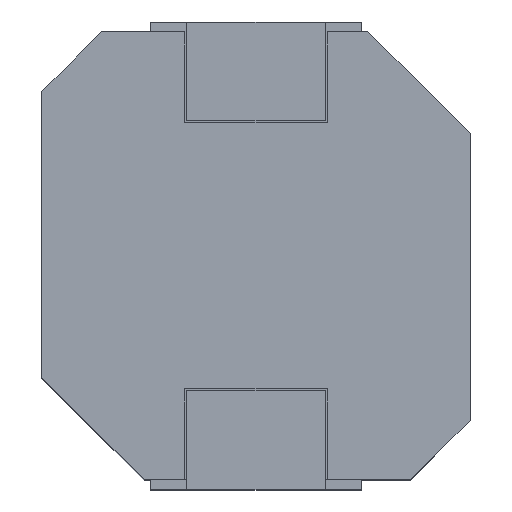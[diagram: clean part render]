
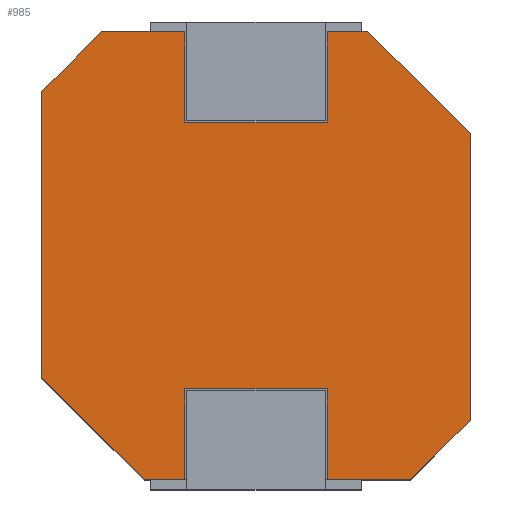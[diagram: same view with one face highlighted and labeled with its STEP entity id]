
A CAD part, top view. The second image highlights one B-rep face of the part: STEP entity #985.
In plain terms, the highlighted planar face has unit normal (0, 0, 1).
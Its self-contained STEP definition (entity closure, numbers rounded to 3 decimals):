
#43=FACE_OUTER_BOUND('',#93,.T.);
#93=EDGE_LOOP('',(#665,#666,#667,#668,#669,#670,#671,#672,#673,#674,#675,
#676,#677,#678,#679,#680));
#142=LINE('',#1345,#282);
#152=LINE('',#1365,#292);
#153=LINE('',#1368,#293);
#154=LINE('',#1370,#294);
#155=LINE('',#1371,#295);
#156=LINE('',#1373,#296);
#157=LINE('',#1375,#297);
#158=LINE('',#1377,#298);
#159=LINE('',#1379,#299);
#160=LINE('',#1381,#300);
#161=LINE('',#1383,#301);
#162=LINE('',#1385,#302);
#163=LINE('',#1387,#303);
#164=LINE('',#1389,#304);
#165=LINE('',#1391,#305);
#166=LINE('',#1392,#306);
#282=VECTOR('',#1102,1000.);
#292=VECTOR('',#1114,1000.);
#293=VECTOR('',#1117,1000.);
#294=VECTOR('',#1118,1000.);
#295=VECTOR('',#1119,1000.);
#296=VECTOR('',#1120,1000.);
#297=VECTOR('',#1121,1000.);
#298=VECTOR('',#1122,1000.);
#299=VECTOR('',#1123,1000.);
#300=VECTOR('',#1124,1000.);
#301=VECTOR('',#1125,1000.);
#302=VECTOR('',#1126,1000.);
#303=VECTOR('',#1127,1000.);
#304=VECTOR('',#1128,1000.);
#305=VECTOR('',#1129,1000.);
#306=VECTOR('',#1130,1000.);
#422=VERTEX_POINT('',#1342);
#423=VERTEX_POINT('',#1344);
#428=VERTEX_POINT('',#1355);
#432=VERTEX_POINT('',#1363);
#433=VERTEX_POINT('',#1367);
#434=VERTEX_POINT('',#1369);
#435=VERTEX_POINT('',#1372);
#436=VERTEX_POINT('',#1374);
#437=VERTEX_POINT('',#1376);
#438=VERTEX_POINT('',#1378);
#439=VERTEX_POINT('',#1380);
#440=VERTEX_POINT('',#1382);
#441=VERTEX_POINT('',#1384);
#442=VERTEX_POINT('',#1386);
#443=VERTEX_POINT('',#1388);
#444=VERTEX_POINT('',#1390);
#514=EDGE_CURVE('',#423,#422,#142,.T.);
#524=EDGE_CURVE('',#428,#432,#152,.T.);
#525=EDGE_CURVE('',#422,#433,#153,.T.);
#526=EDGE_CURVE('',#433,#434,#154,.T.);
#527=EDGE_CURVE('',#434,#428,#155,.T.);
#528=EDGE_CURVE('',#432,#435,#156,.T.);
#529=EDGE_CURVE('',#435,#436,#157,.T.);
#530=EDGE_CURVE('',#436,#437,#158,.T.);
#531=EDGE_CURVE('',#437,#438,#159,.T.);
#532=EDGE_CURVE('',#439,#438,#160,.T.);
#533=EDGE_CURVE('',#440,#439,#161,.T.);
#534=EDGE_CURVE('',#441,#440,#162,.T.);
#535=EDGE_CURVE('',#441,#442,#163,.T.);
#536=EDGE_CURVE('',#442,#443,#164,.T.);
#537=EDGE_CURVE('',#443,#444,#165,.T.);
#538=EDGE_CURVE('',#444,#423,#166,.T.);
#665=ORIENTED_EDGE('',*,*,#525,.T.);
#666=ORIENTED_EDGE('',*,*,#526,.T.);
#667=ORIENTED_EDGE('',*,*,#527,.T.);
#668=ORIENTED_EDGE('',*,*,#524,.T.);
#669=ORIENTED_EDGE('',*,*,#528,.T.);
#670=ORIENTED_EDGE('',*,*,#529,.T.);
#671=ORIENTED_EDGE('',*,*,#530,.T.);
#672=ORIENTED_EDGE('',*,*,#531,.T.);
#673=ORIENTED_EDGE('',*,*,#532,.F.);
#674=ORIENTED_EDGE('',*,*,#533,.F.);
#675=ORIENTED_EDGE('',*,*,#534,.F.);
#676=ORIENTED_EDGE('',*,*,#535,.T.);
#677=ORIENTED_EDGE('',*,*,#536,.T.);
#678=ORIENTED_EDGE('',*,*,#537,.T.);
#679=ORIENTED_EDGE('',*,*,#538,.T.);
#680=ORIENTED_EDGE('',*,*,#514,.T.);
#935=PLANE('',#1049);
#985=ADVANCED_FACE('',(#43),#935,.F.);
#1049=AXIS2_PLACEMENT_3D('',#1366,#1115,#1116);
#1102=DIRECTION('',(-1.,0.,0.));
#1114=DIRECTION('',(-1.,0.,0.));
#1115=DIRECTION('center_axis',(0.,0.,-1.));
#1116=DIRECTION('ref_axis',(0.,1.,0.));
#1117=DIRECTION('',(0.,-1.,0.));
#1118=DIRECTION('',(-1.,0.,0.));
#1119=DIRECTION('',(0.,1.,0.));
#1120=DIRECTION('',(-0.707,-0.707,0.));
#1121=DIRECTION('',(0.,-1.,0.));
#1122=DIRECTION('',(0.707,-0.707,0.));
#1123=DIRECTION('',(1.,0.,0.));
#1124=DIRECTION('',(0.,-1.,0.));
#1125=DIRECTION('',(-1.,0.,0.));
#1126=DIRECTION('',(0.,1.,0.));
#1127=DIRECTION('',(1.,0.,0.));
#1128=DIRECTION('',(0.707,0.707,0.));
#1129=DIRECTION('',(0.,1.,0.));
#1130=DIRECTION('',(-0.707,0.707,0.));
#1342=CARTESIAN_POINT('',(1.08,3.25,3.15));
#1344=CARTESIAN_POINT('',(1.7,3.25,3.15));
#1345=CARTESIAN_POINT('',(-3.25,3.25,3.15));
#1355=CARTESIAN_POINT('',(-1.08,3.25,3.15));
#1363=CARTESIAN_POINT('',(-2.35,3.25,3.15));
#1365=CARTESIAN_POINT('',(-3.25,3.25,3.15));
#1366=CARTESIAN_POINT('Origin',(0.,-0.15,3.15));
#1367=CARTESIAN_POINT('',(1.08,1.87,3.15));
#1368=CARTESIAN_POINT('',(1.08,3.25,3.15));
#1369=CARTESIAN_POINT('',(-1.08,1.87,3.15));
#1370=CARTESIAN_POINT('',(1.08,1.87,3.15));
#1371=CARTESIAN_POINT('',(-1.08,3.25,3.15));
#1372=CARTESIAN_POINT('',(-3.25,2.35,3.15));
#1373=CARTESIAN_POINT('',(-3.25,2.35,3.15));
#1374=CARTESIAN_POINT('',(-3.25,-2.,3.15));
#1375=CARTESIAN_POINT('',(-3.25,-3.55,3.15));
#1376=CARTESIAN_POINT('',(-1.7,-3.55,3.15));
#1377=CARTESIAN_POINT('',(-1.7,-3.55,3.15));
#1378=CARTESIAN_POINT('',(-1.08,-3.55,3.15));
#1379=CARTESIAN_POINT('',(-3.25,-3.55,3.15));
#1380=CARTESIAN_POINT('',(-1.08,-2.17,3.15));
#1381=CARTESIAN_POINT('',(-1.08,-3.55,3.15));
#1382=CARTESIAN_POINT('',(1.08,-2.17,3.15));
#1383=CARTESIAN_POINT('',(1.08,-2.17,3.15));
#1384=CARTESIAN_POINT('',(1.08,-3.55,3.15));
#1385=CARTESIAN_POINT('',(1.08,-3.55,3.15));
#1386=CARTESIAN_POINT('',(2.35,-3.55,3.15));
#1387=CARTESIAN_POINT('',(-3.25,-3.55,3.15));
#1388=CARTESIAN_POINT('',(3.25,-2.65,3.15));
#1389=CARTESIAN_POINT('',(3.25,-2.65,3.15));
#1390=CARTESIAN_POINT('',(3.25,1.7,3.15));
#1391=CARTESIAN_POINT('',(3.25,-3.55,3.15));
#1392=CARTESIAN_POINT('',(1.7,3.25,3.15));
